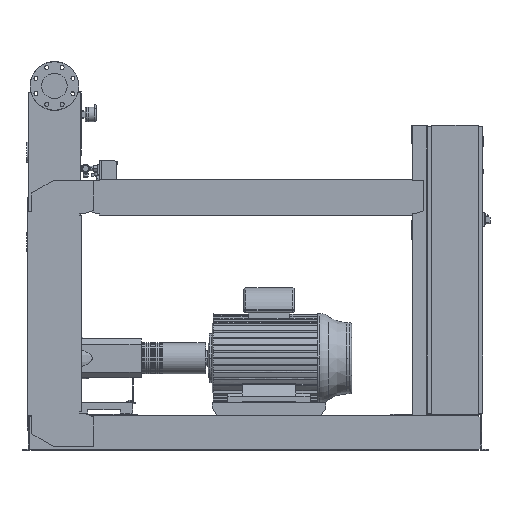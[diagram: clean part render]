
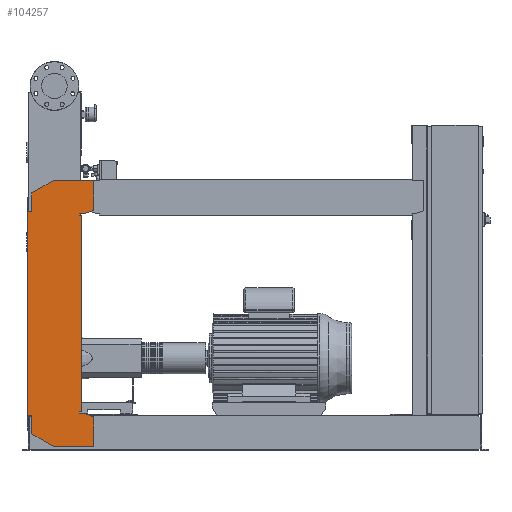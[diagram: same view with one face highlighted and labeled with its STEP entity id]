
A CAD part, front view. The second image highlights one B-rep face of the part: STEP entity #104257.
In plain terms, the highlighted free-form (B-spline) face has degree [1, 1] with [2, 2] control points.
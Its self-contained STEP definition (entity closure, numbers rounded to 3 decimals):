
#103742=CARTESIAN_POINT('',(-102.0,-322.5,1076.0));
#103743=VERTEX_POINT('',#103742);
#103750=CARTESIAN_POINT('',(-102.0,-322.5,1158.574));
#103751=VERTEX_POINT('',#103750);
#103752=CARTESIAN_POINT('',(-102.0,-322.5,1076.0));
#103753=DIRECTION('',(0.0,0.0,1.0));
#103754=VECTOR('',#103753,82.574);
#103755=LINE('',#103752,#103754);
#103756=EDGE_CURVE('',#103743,#103751,#103755,.T.);
#103774=CARTESIAN_POINT('',(-6.,-322.5,1214.0));
#103775=VERTEX_POINT('',#103774);
#103776=CARTESIAN_POINT('',(-102.0,-322.5,1158.574));
#103777=DIRECTION('',(0.866,0.0,0.5));
#103778=VECTOR('',#103777,110.851);
#103779=LINE('',#103776,#103778);
#103780=EDGE_CURVE('',#103751,#103775,#103779,.T.);
#103798=CARTESIAN_POINT('',(177.0,-322.5,1214.0));
#103799=VERTEX_POINT('',#103798);
#103800=CARTESIAN_POINT('',(-6.,-322.5,1214.0));
#103801=DIRECTION('',(1.0,0.0,0.0));
#103802=VECTOR('',#103801,183.0);
#103803=LINE('',#103800,#103802);
#103804=EDGE_CURVE('',#103775,#103799,#103803,.T.);
#103822=CARTESIAN_POINT('',(177.0,-322.5,1080.379));
#103823=VERTEX_POINT('',#103822);
#103824=CARTESIAN_POINT('',(177.0,-322.5,1214.0));
#103825=DIRECTION('',(0.0,0.0,-1.0));
#103826=VECTOR('',#103825,133.621);
#103827=LINE('',#103824,#103826);
#103828=EDGE_CURVE('',#103799,#103823,#103827,.T.);
#103846=CARTESIAN_POINT('',(132.,-322.5,1064.0));
#103847=VERTEX_POINT('',#103846);
#103848=CARTESIAN_POINT('',(177.0,-322.5,1080.379));
#103849=DIRECTION('',(-0.94,0.0,-0.342));
#103850=VECTOR('',#103849,47.888);
#103851=LINE('',#103848,#103850);
#103852=EDGE_CURVE('',#103823,#103847,#103851,.T.);
#103870=CARTESIAN_POINT('',(112.0,-322.5,1064.0));
#103871=VERTEX_POINT('',#103870);
#103872=CARTESIAN_POINT('',(132.,-322.5,1064.0));
#103873=DIRECTION('',(-1.0,0.0,0.0));
#103874=VECTOR('',#103873,20.);
#103875=LINE('',#103872,#103874);
#103876=EDGE_CURVE('',#103847,#103871,#103875,.T.);
#103894=CARTESIAN_POINT('',(112.0,-322.5,1056.0));
#103895=VERTEX_POINT('',#103894);
#103896=CARTESIAN_POINT('',(112.0,-322.5,1064.0));
#103897=DIRECTION('',(0.0,0.0,-1.0));
#103898=VECTOR('',#103897,8.0);
#103899=LINE('',#103896,#103898);
#103900=EDGE_CURVE('',#103871,#103895,#103899,.T.);
#103918=CARTESIAN_POINT('',(120.,-322.5,1056.0));
#103919=VERTEX_POINT('',#103918);
#103920=CARTESIAN_POINT('',(112.0,-322.5,1056.0));
#103921=DIRECTION('',(1.0,0.0,0.0));
#103922=VECTOR('',#103921,8.);
#103923=LINE('',#103920,#103922);
#103924=EDGE_CURVE('',#103895,#103919,#103923,.T.);
#103942=CARTESIAN_POINT('',(120.,-322.5,176.));
#103943=VERTEX_POINT('',#103942);
#103954=CARTESIAN_POINT('',(120.,-322.5,1056.0));
#103955=DIRECTION('',(0.0,0.0,-1.0));
#103956=VECTOR('',#103955,880.);
#103957=LINE('',#103954,#103956);
#103958=EDGE_CURVE('',#103919,#103943,#103957,.T.);
#103972=CARTESIAN_POINT('',(112.,-322.5,176.));
#103973=VERTEX_POINT('',#103972);
#103974=CARTESIAN_POINT('',(120.,-322.5,176.));
#103975=DIRECTION('',(-1.0,0.0,0.0));
#103976=VECTOR('',#103975,8.);
#103977=LINE('',#103974,#103976);
#103978=EDGE_CURVE('',#103943,#103973,#103977,.T.);
#103996=CARTESIAN_POINT('',(112.,-322.5,168.));
#103997=VERTEX_POINT('',#103996);
#103998=CARTESIAN_POINT('',(112.,-322.5,176.));
#103999=DIRECTION('',(0.0,0.0,-1.0));
#104000=VECTOR('',#103999,8.0);
#104001=LINE('',#103998,#104000);
#104002=EDGE_CURVE('',#103973,#103997,#104001,.T.);
#104020=CARTESIAN_POINT('',(132.,-322.5,168.));
#104021=VERTEX_POINT('',#104020);
#104022=CARTESIAN_POINT('',(112.,-322.5,168.));
#104023=DIRECTION('',(1.0,0.0,0.0));
#104024=VECTOR('',#104023,20.0);
#104025=LINE('',#104022,#104024);
#104026=EDGE_CURVE('',#103997,#104021,#104025,.T.);
#104044=CARTESIAN_POINT('',(177.,-322.5,151.621));
#104045=VERTEX_POINT('',#104044);
#104046=CARTESIAN_POINT('',(132.,-322.5,168.));
#104047=DIRECTION('',(0.94,0.0,-0.342));
#104048=VECTOR('',#104047,47.888);
#104049=LINE('',#104046,#104048);
#104050=EDGE_CURVE('',#104021,#104045,#104049,.T.);
#104068=CARTESIAN_POINT('',(177.,-322.5,18.0));
#104069=VERTEX_POINT('',#104068);
#104070=CARTESIAN_POINT('',(177.,-322.5,151.621));
#104071=DIRECTION('',(0.0,0.0,-1.0));
#104072=VECTOR('',#104071,133.621);
#104073=LINE('',#104070,#104072);
#104074=EDGE_CURVE('',#104045,#104069,#104073,.T.);
#104092=CARTESIAN_POINT('',(-4.,-322.5,18.0));
#104093=VERTEX_POINT('',#104092);
#104094=CARTESIAN_POINT('',(177.,-322.5,18.0));
#104095=DIRECTION('',(-1.0,0.0,0.0));
#104096=VECTOR('',#104095,181.);
#104097=LINE('',#104094,#104096);
#104098=EDGE_CURVE('',#104069,#104093,#104097,.T.);
#104116=CARTESIAN_POINT('',(-102.,-322.5,74.58));
#104117=VERTEX_POINT('',#104116);
#104118=CARTESIAN_POINT('',(-4.,-322.5,18.0));
#104119=DIRECTION('',(-0.866,0.,0.5));
#104120=VECTOR('',#104119,113.161);
#104121=LINE('',#104118,#104120);
#104122=EDGE_CURVE('',#104093,#104117,#104121,.T.);
#104140=CARTESIAN_POINT('',(-102.,-322.5,156.0));
#104141=VERTEX_POINT('',#104140);
#104142=CARTESIAN_POINT('',(-102.,-322.5,74.58));
#104143=DIRECTION('',(0.0,0.0,1.0));
#104144=VECTOR('',#104143,81.42);
#104145=LINE('',#104142,#104144);
#104146=EDGE_CURVE('',#104117,#104141,#104145,.T.);
#104164=CARTESIAN_POINT('',(-122.,-322.5,156.0));
#104165=VERTEX_POINT('',#104164);
#104166=CARTESIAN_POINT('',(-102.,-322.5,156.0));
#104167=DIRECTION('',(-1.0,0.0,0.0));
#104168=VECTOR('',#104167,20.0);
#104169=LINE('',#104166,#104168);
#104170=EDGE_CURVE('',#104141,#104165,#104169,.T.);
#104188=CARTESIAN_POINT('',(-122.0,-322.5,1076.0));
#104189=VERTEX_POINT('',#104188);
#104202=CARTESIAN_POINT('',(-122.,-322.5,156.0));
#104203=DIRECTION('',(0.0,0.0,1.0));
#104204=VECTOR('',#104203,920.0);
#104205=LINE('',#104202,#104204);
#104206=EDGE_CURVE('',#104165,#104189,#104205,.T.);
#104220=CARTESIAN_POINT('',(-122.0,-322.5,1076.0));
#104221=DIRECTION('',(1.0,0.0,0.0));
#104222=VECTOR('',#104221,20.0);
#104223=LINE('',#104220,#104222);
#104224=EDGE_CURVE('',#104189,#103743,#104223,.T.);
#104230=CARTESIAN_POINT('',(-122.,-322.5,18.0));
#104231=CARTESIAN_POINT('',(177.0,-322.5,18.0));
#104232=CARTESIAN_POINT('',(-122.,-322.5,1214.0));
#104233=CARTESIAN_POINT('',(177.0,-322.5,1214.0));
#104234=B_SPLINE_SURFACE_WITH_KNOTS('',1,1,((#104230,#104232),(#104231,#104233)),.UNSPECIFIED.,.F.,.F.,.U.,(2,2),(2,2),(0.0,299.),(0.0,1196.0),.UNSPECIFIED.);
#104235=ORIENTED_EDGE('',*,*,#104224,.F.);
#104236=ORIENTED_EDGE('',*,*,#104206,.F.);
#104237=ORIENTED_EDGE('',*,*,#104170,.F.);
#104238=ORIENTED_EDGE('',*,*,#104146,.F.);
#104239=ORIENTED_EDGE('',*,*,#104122,.F.);
#104240=ORIENTED_EDGE('',*,*,#104098,.F.);
#104241=ORIENTED_EDGE('',*,*,#104074,.F.);
#104242=ORIENTED_EDGE('',*,*,#104050,.F.);
#104243=ORIENTED_EDGE('',*,*,#104026,.F.);
#104244=ORIENTED_EDGE('',*,*,#104002,.F.);
#104245=ORIENTED_EDGE('',*,*,#103978,.F.);
#104246=ORIENTED_EDGE('',*,*,#103958,.F.);
#104247=ORIENTED_EDGE('',*,*,#103924,.F.);
#104248=ORIENTED_EDGE('',*,*,#103900,.F.);
#104249=ORIENTED_EDGE('',*,*,#103876,.F.);
#104250=ORIENTED_EDGE('',*,*,#103852,.F.);
#104251=ORIENTED_EDGE('',*,*,#103828,.F.);
#104252=ORIENTED_EDGE('',*,*,#103804,.F.);
#104253=ORIENTED_EDGE('',*,*,#103780,.F.);
#104254=ORIENTED_EDGE('',*,*,#103756,.F.);
#104255=EDGE_LOOP('',(#104235,#104236,#104237,#104238,#104239,#104240,#104241,#104242,#104243,#104244,#104245,#104246,#104247,#104248,#104249,#104250,#104251,#104252,#104253,#104254));
#104256=FACE_OUTER_BOUND('',#104255,.T.);
#104257=ADVANCED_FACE('',(#104256),#104234,.T.);
